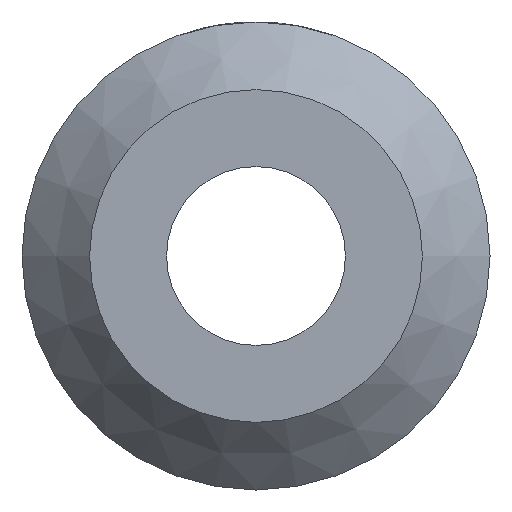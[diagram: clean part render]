
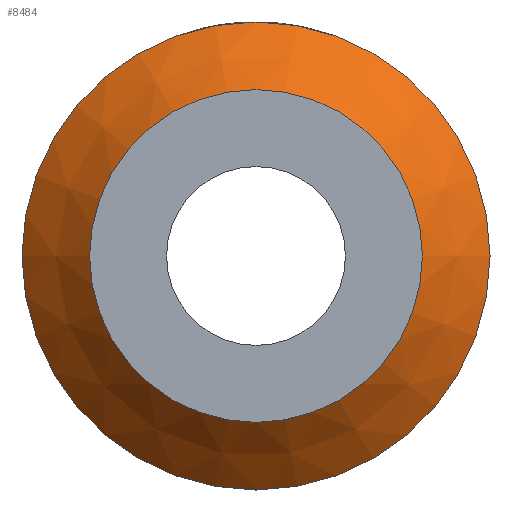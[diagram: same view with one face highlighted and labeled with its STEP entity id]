
A CAD part, left-side view. The second image highlights one B-rep face of the part: STEP entity #8484.
In plain terms, the highlighted conical face has half-angle 45 degrees and reference radius 25.4 mm.
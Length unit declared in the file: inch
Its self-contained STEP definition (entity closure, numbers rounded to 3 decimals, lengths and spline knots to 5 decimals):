
#8268=CARTESIAN_POINT('',(0.0945,0.327,0.));
#8269=VERTEX_POINT('',#8268);
#8270=CARTESIAN_POINT('',(0.0945,0.0,0.0));
#8271=DIRECTION('',(-1.0,0.0,0.0));
#8272=DIRECTION('',(0.0,-1.0,0.0));
#8273=AXIS2_PLACEMENT_3D('',#8270,#8271,#8272);
#8274=CIRCLE('',#8273,0.327);
#8275=EDGE_CURVE('',#8269,#8269,#8274,.T.);
#8465=CARTESIAN_POINT('',(0.7675,0.0,0.0));
#8466=DIRECTION('',(1.0,0.0,0.0));
#8467=DIRECTION('',(0.0,-1.0,0.0));
#8468=AXIS2_PLACEMENT_3D('',#8465,#8466,#8467);
#8469=CONICAL_SURFACE('',#8468,1.0,45.);
#8470=ORIENTED_EDGE('',*,*,#8275,.T.);
#8471=EDGE_LOOP('',(#8470));
#8472=FACE_OUTER_BOUND('',#8471,.T.);
#8473=CARTESIAN_POINT('',(0.0,0.2325,0.));
#8474=VERTEX_POINT('',#8473);
#8475=CARTESIAN_POINT('',(0.0,0.0,0.0));
#8476=DIRECTION('',(1.0,0.0,0.0));
#8477=DIRECTION('',(0.0,-1.0,0.0));
#8478=AXIS2_PLACEMENT_3D('',#8475,#8476,#8477);
#8479=CIRCLE('',#8478,0.2325);
#8480=EDGE_CURVE('',#8474,#8474,#8479,.T.);
#8481=ORIENTED_EDGE('',*,*,#8480,.T.);
#8482=EDGE_LOOP('',(#8481));
#8483=FACE_BOUND('',#8482,.T.);
#8484=ADVANCED_FACE('',(#8472,#8483),#8469,.T.);
